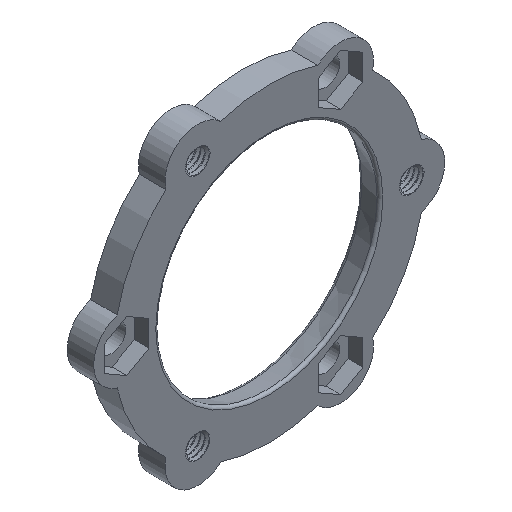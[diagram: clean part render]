
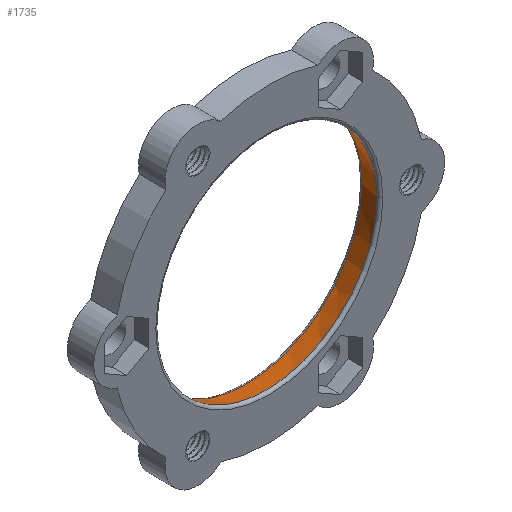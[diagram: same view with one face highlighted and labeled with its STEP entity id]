
A CAD part, isometric view. The second image highlights one B-rep face of the part: STEP entity #1735.
In plain terms, the highlighted spherical face has radius 18.4 mm.
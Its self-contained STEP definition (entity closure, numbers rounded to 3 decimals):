
#44=FACE_BOUND('',#268,.T.);
#62=SPHERICAL_SURFACE('',#1867,18.4);
#79=CIRCLE('',#1864,18.229);
#80=CIRCLE('',#1865,18.229);
#82=CIRCLE('',#1868,17.534);
#83=CIRCLE('',#1869,17.534);
#166=FACE_OUTER_BOUND('',#267,.T.);
#267=EDGE_LOOP('',(#1267,#1268));
#268=EDGE_LOOP('',(#1269,#1270));
#759=VERTEX_POINT('',#3617);
#760=VERTEX_POINT('',#3619);
#761=VERTEX_POINT('',#3624);
#762=VERTEX_POINT('',#3625);
#965=EDGE_CURVE('',#759,#760,#79,.T.);
#966=EDGE_CURVE('',#760,#759,#80,.T.);
#968=EDGE_CURVE('',#761,#762,#82,.T.);
#969=EDGE_CURVE('',#762,#761,#83,.T.);
#1267=ORIENTED_EDGE('',*,*,#966,.F.);
#1268=ORIENTED_EDGE('',*,*,#965,.F.);
#1269=ORIENTED_EDGE('',*,*,#968,.F.);
#1270=ORIENTED_EDGE('',*,*,#969,.F.);
#1735=ADVANCED_FACE('',(#166,#44),#62,.F.);
#1864=AXIS2_PLACEMENT_3D('',#3620,#2124,#2125);
#1865=AXIS2_PLACEMENT_3D('',#3621,#2126,#2127);
#1867=AXIS2_PLACEMENT_3D('',#3623,#2130,#2131);
#1868=AXIS2_PLACEMENT_3D('',#3626,#2132,#2133);
#1869=AXIS2_PLACEMENT_3D('',#3627,#2134,#2135);
#2124=DIRECTION('center_axis',(0.,-1.,0.));
#2125=DIRECTION('ref_axis',(1.,0.,0.));
#2126=DIRECTION('center_axis',(0.,-1.,0.));
#2127=DIRECTION('ref_axis',(1.,0.,0.));
#2130=DIRECTION('center_axis',(0.,0.,1.));
#2131=DIRECTION('ref_axis',(1.,0.,0.));
#2132=DIRECTION('center_axis',(0.,1.,0.));
#2133=DIRECTION('ref_axis',(1.,0.,0.));
#2134=DIRECTION('center_axis',(0.,1.,0.));
#2135=DIRECTION('ref_axis',(1.,0.,0.));
#3617=CARTESIAN_POINT('',(0.,1.495,18.229));
#3619=CARTESIAN_POINT('',(-18.229,1.495,0.));
#3620=CARTESIAN_POINT('Origin',(0.,1.495,
0.));
#3621=CARTESIAN_POINT('Origin',(0.,1.495,
0.));
#3623=CARTESIAN_POINT('Origin',(0.,4.,0.));
#3624=CARTESIAN_POINT('',(-17.534,-1.579,0.));
#3625=CARTESIAN_POINT('',(0.,-1.579,-17.534));
#3626=CARTESIAN_POINT('Origin',(0.,-1.579,
0.));
#3627=CARTESIAN_POINT('Origin',(0.,-1.579,
0.));
